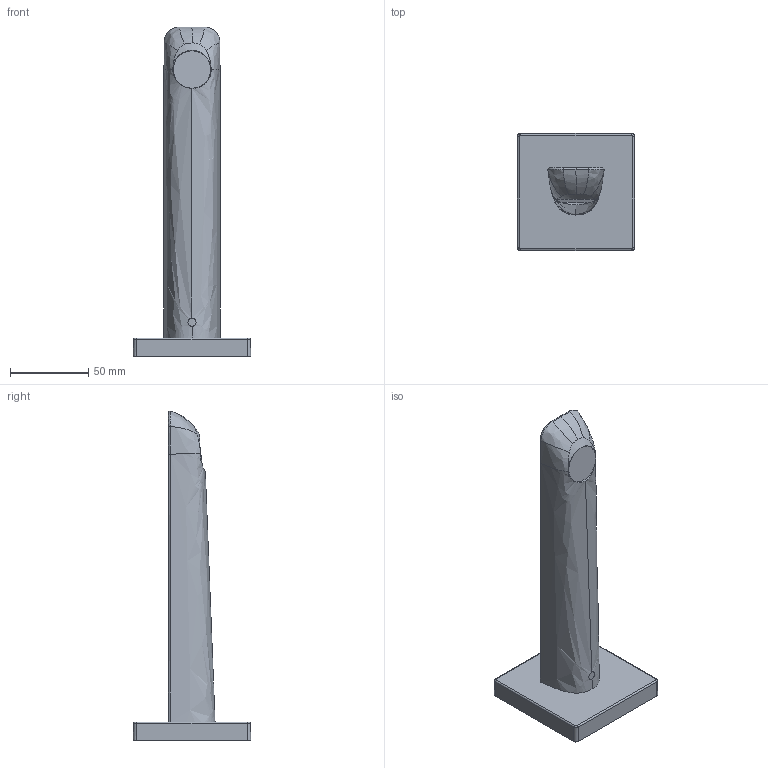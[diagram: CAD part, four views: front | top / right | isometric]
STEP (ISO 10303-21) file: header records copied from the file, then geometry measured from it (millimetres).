
FILE_DESCRIPTION (( 'STEP AP203' ), '1' );
FILE_NAME ('06822102.STEP', '2017-03-09T05:39:23', ( '' ), ( '' ), 'SwSTEP 2.0', 'SolidWorks 2016', '' );
FILE_SCHEMA (( 'CONFIG_CONTROL_DESIGN' ));
Length unit declared in the file: millimetre
Products named in the file (1): 06822102
Bounding box: 75 x 75 x 210.69 mm (x, y, z)
Volume: 215190.9 mm3; surface area: 35241.2 mm2
Topology: 1 solids, 1 shells, 42 faces, 103 edges, 65 vertices
Faces by surface type: bspline 22, cylinder 10, plane 9, cone 1
Full cylindrical faces by diameter (mm): 24 x1, 24.6 x1
Entity records: 4004 total; most frequent: CARTESIAN_POINT 3158, ORIENTED_EDGE 196, EDGE_CURVE 98, DIRECTION 89, VERTEX_POINT 63, B_SPLINE_CURVE_WITH_KNOTS 55, EDGE_LOOP 47, FACE_OUTER_BOUND 44
